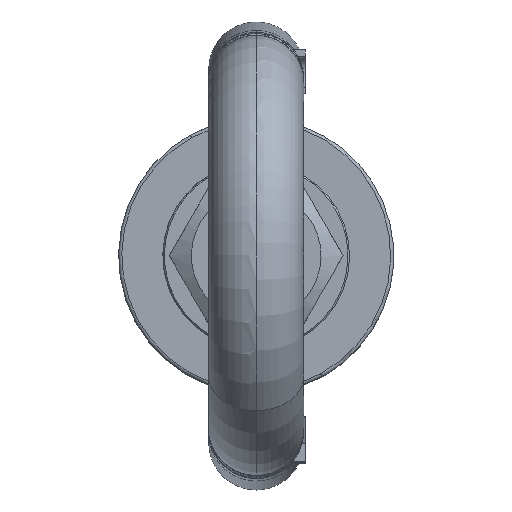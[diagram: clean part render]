
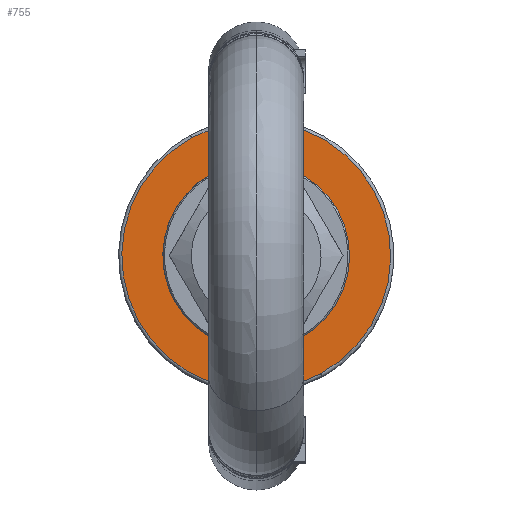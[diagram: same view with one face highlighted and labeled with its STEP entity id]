
A CAD part, top view. The second image highlights one B-rep face of the part: STEP entity #755.
In plain terms, the highlighted planar face has unit normal (0, 0, 1).
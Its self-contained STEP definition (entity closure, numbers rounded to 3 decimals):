
#677=CARTESIAN_POINT('Vertex',(-14.143,25.889,-68.5)) ;
#681=CARTESIAN_POINT('Control Point',(-14.143,25.889,-68.5)) ;
#682=CARTESIAN_POINT('Control Point',(-18.21,23.667,-68.5)) ;
#683=CARTESIAN_POINT('Control Point',(-21.84,20.647,-68.5)) ;
#684=CARTESIAN_POINT('Control Point',(-24.824,16.942,-68.5)) ;
#685=CARTESIAN_POINT('Control Point',(-29.18,8.562,-68.5)) ;
#686=CARTESIAN_POINT('Control Point',(-30.043,-0.844,-68.5)) ;
#687=CARTESIAN_POINT('Control Point',(-29.533,-5.574,-68.5)) ;
#688=CARTESIAN_POINT('Control Point',(-26.687,-14.579,-68.5)) ;
#689=CARTESIAN_POINT('Control Point',(-20.647,-21.84,-68.5)) ;
#690=CARTESIAN_POINT('Control Point',(-16.942,-24.824,-68.5)) ;
#691=CARTESIAN_POINT('Control Point',(-8.562,-29.18,-68.5)) ;
#692=CARTESIAN_POINT('Control Point',(0.844,-30.043,-68.5)) ;
#693=CARTESIAN_POINT('Control Point',(5.574,-29.533,-68.5)) ;
#694=CARTESIAN_POINT('Control Point',(10.076,-28.11,-68.5)) ;
#695=CARTESIAN_POINT('Control Point',(14.143,-25.889,-68.5)) ;
#696=CARTESIAN_POINT('Vertex',(14.143,-25.889,-68.5)) ;
#716=CARTESIAN_POINT('Axis2P3D Location',(0.,0.,-68.5)) ;
#728=CARTESIAN_POINT('Axis2P3D Location',(0.,-29.5,-68.5)) ;
#733=CARTESIAN_POINT('Axis2P3D Location',(0.,0.,-68.5)) ;
#737=CARTESIAN_POINT('Vertex',(-20.376,37.297,-68.5)) ;
#739=CARTESIAN_POINT('Vertex',(20.376,-37.297,-68.5)) ;
#742=CARTESIAN_POINT('Axis2P3D Location',(0.,0.,-68.5)) ;
#717=DIRECTION('Axis2P3D Direction',(0.,0.,1.)) ;
#729=DIRECTION('Axis2P3D Direction',(0.,0.,1.)) ;
#730=DIRECTION('Axis2P3D XDirection',(1.,0.,0.)) ;
#734=DIRECTION('Axis2P3D Direction',(0.,0.,1.)) ;
#743=DIRECTION('Axis2P3D Direction',(0.,0.,1.)) ;
#718=AXIS2_PLACEMENT_3D('Circle Axis2P3D',#716,#717,$) ;
#731=AXIS2_PLACEMENT_3D('Plane Axis2P3D',#728,#729,#730) ;
#735=AXIS2_PLACEMENT_3D('Circle Axis2P3D',#733,#734,$) ;
#744=AXIS2_PLACEMENT_3D('Circle Axis2P3D',#742,#743,$) ;
#748=ORIENTED_EDGE('',*,*,#741,.T.) ;
#749=ORIENTED_EDGE('',*,*,#746,.T.) ;
#752=ORIENTED_EDGE('',*,*,#720,.F.) ;
#753=ORIENTED_EDGE('',*,*,#698,.F.) ;
#754=FACE_BOUND('',#751,.T.) ;
#755=ADVANCED_FACE('\X2\672C9AD4\X0\.2',(#750,#754),#732,.T.) ;
#680=B_SPLINE_CURVE_WITH_KNOTS('',5,(#681,#682,#683,#684,#685,#686,#687,#688,#689,#690,#691,#692,#693,#694,#695),.UNSPECIFIED.,.F.,.U.,(6,3,3,3,6),(-46.338,-23.169,0.,23.169,46.338),.UNSPECIFIED.) ;
#719=CIRCLE('generated circle',#718,29.5) ;
#736=CIRCLE('generated circle',#735,42.5) ;
#745=CIRCLE('generated circle',#744,42.5) ;
#698=EDGE_CURVE('',#678,#697,#680,.T.) ;
#720=EDGE_CURVE('',#697,#678,#719,.T.) ;
#741=EDGE_CURVE('',#738,#740,#736,.T.) ;
#746=EDGE_CURVE('',#740,#738,#745,.T.) ;
#747=EDGE_LOOP('',(#748,#749)) ;
#751=EDGE_LOOP('',(#752,#753)) ;
#750=FACE_OUTER_BOUND('',#747,.T.) ;
#732=PLANE('',#731) ;
#678=VERTEX_POINT('',#677) ;
#697=VERTEX_POINT('',#696) ;
#738=VERTEX_POINT('',#737) ;
#740=VERTEX_POINT('',#739) ;
